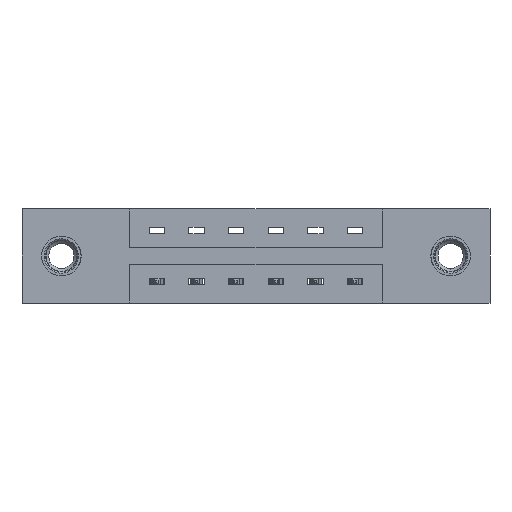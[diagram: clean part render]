
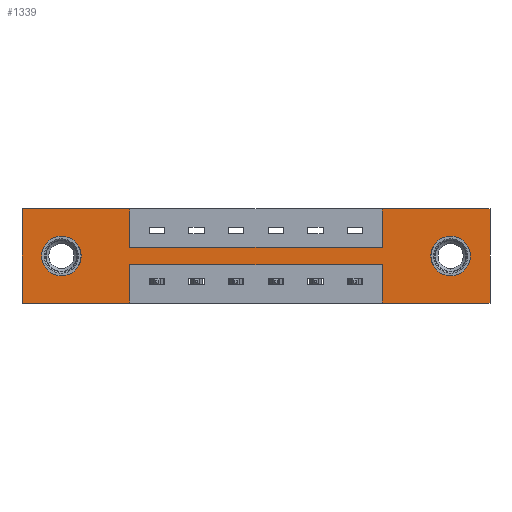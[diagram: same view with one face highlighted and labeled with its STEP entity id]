
A CAD part, front view. The second image highlights one B-rep face of the part: STEP entity #1339.
In plain terms, the highlighted planar face has unit normal (0, -1, 0).
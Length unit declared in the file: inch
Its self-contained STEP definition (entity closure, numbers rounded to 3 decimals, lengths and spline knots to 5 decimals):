
#32 = EDGE_CURVE ( 'NONE', #2817, #328, #3878, .T. ) ;
#46 = VECTOR ( 'NONE', #1603, 39.37008 ) ;
#109 = ORIENTED_EDGE ( 'NONE', *, *, #3579, .F. ) ;
#169 = CARTESIAN_POINT ( 'NONE',  ( 1.417, 0., -0.22 ) ) ;
#172 = VERTEX_POINT ( 'NONE', #1462 ) ;
#188 = ORIENTED_EDGE ( 'NONE', *, *, #3995, .F. ) ;
#238 = CARTESIAN_POINT ( 'NONE',  ( 1.687, 0., -0.185 ) ) ;
#276 = DIRECTION ( 'NONE',  ( 0., 1., 0. ) ) ;
#328 = VERTEX_POINT ( 'NONE', #3264 ) ;
#546 = CARTESIAN_POINT ( 'NONE',  ( 1.842, 0., 0. ) ) ;
#574 = DIRECTION ( 'NONE',  ( 0., 0., -1. ) ) ;
#662 = CARTESIAN_POINT ( 'NONE',  ( 0., 0., 0. ) ) ;
#847 = LINE ( 'NONE', #9546, #3364 ) ;
#916 = EDGE_CURVE ( 'NONE', #9315, #1736, #2331, .T. ) ;
#1016 = LINE ( 'NONE', #8630, #9263 ) ;
#1049 = CARTESIAN_POINT ( 'NONE',  ( 0.425, 0., -0.37 ) ) ;
#1115 = EDGE_CURVE ( 'NONE', #3909, #1533, #2709, .T. ) ;
#1147 = ORIENTED_EDGE ( 'NONE', *, *, #4510, .F. ) ;
#1271 = CARTESIAN_POINT ( 'NONE',  ( 1.842, 0., -0.37 ) ) ;
#1330 = CARTESIAN_POINT ( 'NONE',  ( 1.417, 0., 0. ) ) ;
#1339 = ADVANCED_FACE ( 'NONE', ( #7494, #9501, #1562 ), #7880, .T. ) ;
#1462 = CARTESIAN_POINT ( 'NONE',  ( 0.155, 0., -0.107 ) ) ;
#1533 = VERTEX_POINT ( 'NONE', #7331 ) ;
#1562 = FACE_OUTER_BOUND ( 'NONE', #5020, .T. ) ;
#1603 = DIRECTION ( 'NONE',  ( 0., 0., -1. ) ) ;
#1676 = CARTESIAN_POINT ( 'NONE',  ( 0.155, 0., -0.263 ) ) ;
#1736 = VERTEX_POINT ( 'NONE', #1271 ) ;
#1813 = AXIS2_PLACEMENT_3D ( 'NONE', #4599, #9994, #5400 ) ;
#1841 = EDGE_CURVE ( 'NONE', #328, #2051, #1016, .T. ) ;
#2018 = VERTEX_POINT ( 'NONE', #2524 ) ;
#2051 = VERTEX_POINT ( 'NONE', #8112 ) ;
#2095 = DIRECTION ( 'NONE',  ( -1., 0., 0. ) ) ;
#2250 = CARTESIAN_POINT ( 'NONE',  ( 0.425, 0., -0.15 ) ) ;
#2331 = LINE ( 'NONE', #6705, #46 ) ;
#2524 = CARTESIAN_POINT ( 'NONE',  ( 0., 0., -0.37 ) ) ;
#2539 = ORIENTED_EDGE ( 'NONE', *, *, #916, .F. ) ;
#2554 = LINE ( 'NONE', #662, #6592 ) ;
#2709 = CIRCLE ( 'NONE', #8154, 0.078 ) ;
#2817 = VERTEX_POINT ( 'NONE', #3489 ) ;
#3182 = CARTESIAN_POINT ( 'NONE',  ( 1.417, 0., -0.37 ) ) ;
#3208 = DIRECTION ( 'NONE',  ( 1., 0., 0. ) ) ;
#3226 = VECTOR ( 'NONE', #10067, 39.37008 ) ;
#3264 = CARTESIAN_POINT ( 'NONE',  ( 0.425, 0., 0. ) ) ;
#3279 = DIRECTION ( 'NONE',  ( 0., 0., 1. ) ) ;
#3280 = ORIENTED_EDGE ( 'NONE', *, *, #9397, .F. ) ;
#3305 = EDGE_CURVE ( 'NONE', #6373, #5001, #7462, .T. ) ;
#3364 = VECTOR ( 'NONE', #6533, 39.37008 ) ;
#3425 = VERTEX_POINT ( 'NONE', #5033 ) ;
#3489 = CARTESIAN_POINT ( 'NONE',  ( 0., 0., 0. ) ) ;
#3579 = EDGE_CURVE ( 'NONE', #3425, #9157, #8899, .T. ) ;
#3600 = ORIENTED_EDGE ( 'NONE', *, *, #3831, .T. ) ;
#3719 = EDGE_CURVE ( 'NONE', #5001, #3425, #7453, .T. ) ;
#3768 = DIRECTION ( 'NONE',  ( 0., 1., 0. ) ) ;
#3831 = EDGE_CURVE ( 'NONE', #1533, #3909, #4613, .T. ) ;
#3878 = LINE ( 'NONE', #5259, #6267 ) ;
#3909 = VERTEX_POINT ( 'NONE', #7193 ) ;
#3995 = EDGE_CURVE ( 'NONE', #8971, #9913, #847, .T. ) ;
#4020 = ORIENTED_EDGE ( 'NONE', *, *, #32, .F. ) ;
#4125 = LINE ( 'NONE', #7227, #9797 ) ;
#4208 = EDGE_CURVE ( 'NONE', #4852, #172, #4854, .T. ) ;
#4233 = EDGE_CURVE ( 'NONE', #172, #4852, #4603, .T. ) ;
#4510 = EDGE_CURVE ( 'NONE', #9157, #2018, #4736, .T. ) ;
#4577 = CARTESIAN_POINT ( 'NONE',  ( 0.425, 0., -0.22 ) ) ;
#4599 = CARTESIAN_POINT ( 'NONE',  ( 0.155, 0., -0.185 ) ) ;
#4603 = CIRCLE ( 'NONE', #1813, 0.078 ) ;
#4613 = CIRCLE ( 'NONE', #6584, 0.078 ) ;
#4736 = LINE ( 'NONE', #4912, #8892 ) ;
#4744 = VECTOR ( 'NONE', #5204, 39.37008 ) ;
#4852 = VERTEX_POINT ( 'NONE', #1676 ) ;
#4854 = CIRCLE ( 'NONE', #8958, 0.078 ) ;
#4912 = CARTESIAN_POINT ( 'NONE',  ( 0., 0., -0.37 ) ) ;
#5001 = VERTEX_POINT ( 'NONE', #169 ) ;
#5020 = EDGE_LOOP ( 'NONE', ( #109, #5560, #6757, #9977, #2539, #3280, #188, #8377, #5519, #4020, #9103, #1147 ) ) ;
#5033 = CARTESIAN_POINT ( 'NONE',  ( 0.425, 0., -0.22 ) ) ;
#5204 = DIRECTION ( 'NONE',  ( 0., 0., -1. ) ) ;
#5259 = CARTESIAN_POINT ( 'NONE',  ( 0., 0., 0. ) ) ;
#5376 = VECTOR ( 'NONE', #3279, 39.37008 ) ;
#5400 = DIRECTION ( 'NONE',  ( 0., 0., 1. ) ) ;
#5519 = ORIENTED_EDGE ( 'NONE', *, *, #1841, .F. ) ;
#5526 = DIRECTION ( 'NONE',  ( 0., 1., 0. ) ) ;
#5560 = ORIENTED_EDGE ( 'NONE', *, *, #3719, .F. ) ;
#5599 = DIRECTION ( 'NONE',  ( 0., 0., 1. ) ) ;
#5807 = DIRECTION ( 'NONE',  ( 0., 0., -1. ) ) ;
#5992 = ORIENTED_EDGE ( 'NONE', *, *, #1115, .T. ) ;
#6204 = DIRECTION ( 'NONE',  ( 0., -1., 0. ) ) ;
#6267 = VECTOR ( 'NONE', #7357, 39.37008 ) ;
#6373 = VERTEX_POINT ( 'NONE', #3182 ) ;
#6522 = DIRECTION ( 'NONE',  ( 0., 0., -1. ) ) ;
#6533 = DIRECTION ( 'NONE',  ( 0., 0., 1. ) ) ;
#6584 = AXIS2_PLACEMENT_3D ( 'NONE', #10102, #5526, #574 ) ;
#6592 = VECTOR ( 'NONE', #3208, 39.37008 ) ;
#6705 = CARTESIAN_POINT ( 'NONE',  ( 1.842, 0., 0. ) ) ;
#6757 = ORIENTED_EDGE ( 'NONE', *, *, #3305, .F. ) ;
#6877 = CARTESIAN_POINT ( 'NONE',  ( 0.425, 0., -0.37 ) ) ;
#7111 = DIRECTION ( 'NONE',  ( 0., 0., -1. ) ) ;
#7193 = CARTESIAN_POINT ( 'NONE',  ( 1.687, 0., -0.263 ) ) ;
#7227 = CARTESIAN_POINT ( 'NONE',  ( 0., 0., -0.37 ) ) ;
#7331 = CARTESIAN_POINT ( 'NONE',  ( 1.687, 0., -0.107 ) ) ;
#7357 = DIRECTION ( 'NONE',  ( 1., 0., 0. ) ) ;
#7453 = LINE ( 'NONE', #4577, #9455 ) ;
#7460 = LINE ( 'NONE', #10168, #9238 ) ;
#7462 = LINE ( 'NONE', #9521, #5376 ) ;
#7494 = FACE_BOUND ( 'NONE', #10079, .T. ) ;
#7570 = ORIENTED_EDGE ( 'NONE', *, *, #4208, .T. ) ;
#7880 = PLANE ( 'NONE',  #8478 ) ;
#7884 = EDGE_CURVE ( 'NONE', #2018, #2817, #7460, .T. ) ;
#8112 = CARTESIAN_POINT ( 'NONE',  ( 0.425, 0., -0.15 ) ) ;
#8154 = AXIS2_PLACEMENT_3D ( 'NONE', #238, #276, #5807 ) ;
#8186 = CARTESIAN_POINT ( 'NONE',  ( 1.417, 0., -0.15 ) ) ;
#8334 = EDGE_CURVE ( 'NONE', #2051, #8971, #9922, .T. ) ;
#8377 = ORIENTED_EDGE ( 'NONE', *, *, #8334, .F. ) ;
#8468 = CARTESIAN_POINT ( 'NONE',  ( 0.155, 0., -0.185 ) ) ;
#8478 = AXIS2_PLACEMENT_3D ( 'NONE', #8505, #6204, #6522 ) ;
#8487 = EDGE_CURVE ( 'NONE', #1736, #6373, #4125, .T. ) ;
#8505 = CARTESIAN_POINT ( 'NONE',  ( 0., 0., -0.37 ) ) ;
#8630 = CARTESIAN_POINT ( 'NONE',  ( 0.425, 0., 0. ) ) ;
#8892 = VECTOR ( 'NONE', #10284, 39.37008 ) ;
#8899 = LINE ( 'NONE', #1049, #4744 ) ;
#8958 = AXIS2_PLACEMENT_3D ( 'NONE', #8468, #3768, #9218 ) ;
#8971 = VERTEX_POINT ( 'NONE', #8186 ) ;
#9103 = ORIENTED_EDGE ( 'NONE', *, *, #7884, .F. ) ;
#9157 = VERTEX_POINT ( 'NONE', #6877 ) ;
#9218 = DIRECTION ( 'NONE',  ( 0., 0., 1. ) ) ;
#9238 = VECTOR ( 'NONE', #5599, 39.37008 ) ;
#9263 = VECTOR ( 'NONE', #7111, 39.37008 ) ;
#9315 = VERTEX_POINT ( 'NONE', #546 ) ;
#9397 = EDGE_CURVE ( 'NONE', #9913, #9315, #2554, .T. ) ;
#9455 = VECTOR ( 'NONE', #2095, 39.37008 ) ;
#9501 = FACE_BOUND ( 'NONE', #10170, .T. ) ;
#9521 = CARTESIAN_POINT ( 'NONE',  ( 1.417, 0., -0.37 ) ) ;
#9546 = CARTESIAN_POINT ( 'NONE',  ( 1.417, 0., 0. ) ) ;
#9797 = VECTOR ( 'NONE', #10250, 39.37008 ) ;
#9844 = ORIENTED_EDGE ( 'NONE', *, *, #4233, .T. ) ;
#9913 = VERTEX_POINT ( 'NONE', #1330 ) ;
#9922 = LINE ( 'NONE', #2250, #3226 ) ;
#9977 = ORIENTED_EDGE ( 'NONE', *, *, #8487, .F. ) ;
#9994 = DIRECTION ( 'NONE',  ( 0., 1., 0. ) ) ;
#10067 = DIRECTION ( 'NONE',  ( 1., 0., 0. ) ) ;
#10079 = EDGE_LOOP ( 'NONE', ( #3600, #5992 ) ) ;
#10102 = CARTESIAN_POINT ( 'NONE',  ( 1.687, 0., -0.185 ) ) ;
#10168 = CARTESIAN_POINT ( 'NONE',  ( 0., 0., 0. ) ) ;
#10170 = EDGE_LOOP ( 'NONE', ( #9844, #7570 ) ) ;
#10250 = DIRECTION ( 'NONE',  ( -1., 0., 0. ) ) ;
#10284 = DIRECTION ( 'NONE',  ( -1., 0., 0. ) ) ;
